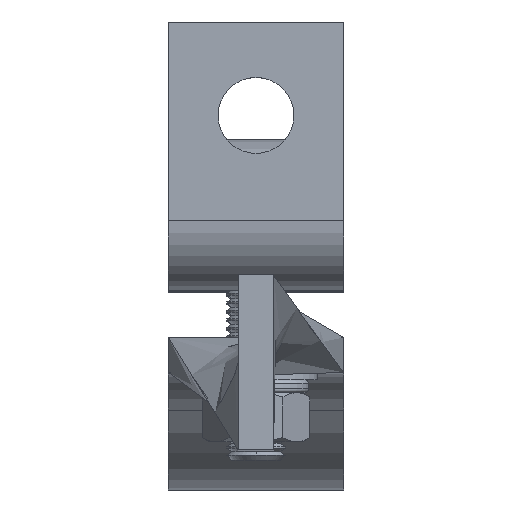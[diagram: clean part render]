
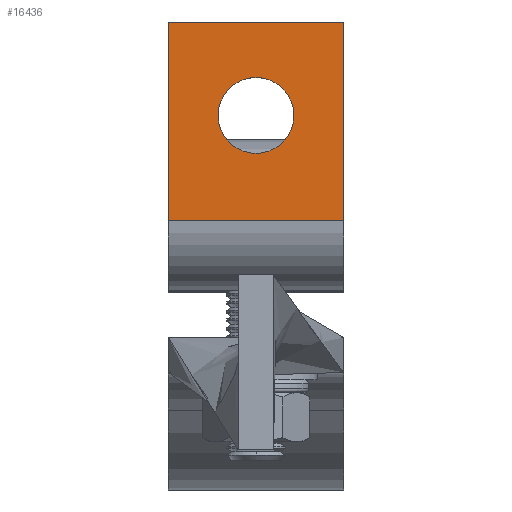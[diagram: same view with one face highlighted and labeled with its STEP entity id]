
A CAD part, top view. The second image highlights one B-rep face of the part: STEP entity #16436.
In plain terms, the highlighted face is planar.
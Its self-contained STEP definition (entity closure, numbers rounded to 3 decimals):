
#377 = CARTESIAN_POINT ( 'NONE',  ( 0., 34., -78.5 ) ) ;
#430 = VERTEX_POINT ( 'NONE', #16871 ) ;
#616 = CARTESIAN_POINT ( 'NONE',  ( -15., 16., -78.5 ) ) ;
#775 = LINE ( 'NONE', #10163, #16470 ) ;
#1097 = DIRECTION ( 'NONE',  ( 0., 1., 0. ) ) ;
#1115 = AXIS2_PLACEMENT_3D ( 'NONE', #377, #12575, #9702 ) ;
#3053 = CARTESIAN_POINT ( 'NONE',  ( 15., 50., -78.5 ) ) ;
#3202 = EDGE_LOOP ( 'NONE', ( #15614, #6432, #18193, #15766 ) ) ;
#3929 = CIRCLE ( 'NONE', #1115, 6.5 ) ;
#4252 = FACE_OUTER_BOUND ( 'NONE', #3202, .T. ) ;
#4266 = AXIS2_PLACEMENT_3D ( 'NONE', #17272, #6725, #17330 ) ;
#4655 = VERTEX_POINT ( 'NONE', #3053 ) ;
#5091 = CARTESIAN_POINT ( 'NONE',  ( 15., 50., -78.5 ) ) ;
#5119 = EDGE_CURVE ( 'NONE', #14368, #18433, #9063, .T. ) ;
#5210 = DIRECTION ( 'NONE',  ( -1., 0., 0. ) ) ;
#5318 = VERTEX_POINT ( 'NONE', #13777 ) ;
#5457 = CARTESIAN_POINT ( 'NONE',  ( 15., 50., -78.5 ) ) ;
#6357 = DIRECTION ( 'NONE',  ( 1., 0., 0. ) ) ;
#6432 = ORIENTED_EDGE ( 'NONE', *, *, #12732, .F. ) ;
#6459 = EDGE_CURVE ( 'NONE', #8242, #5318, #14237, .T. ) ;
#6725 = DIRECTION ( 'NONE',  ( 0., 0., 1. ) ) ;
#7474 = ORIENTED_EDGE ( 'NONE', *, *, #6459, .T. ) ;
#8066 = VECTOR ( 'NONE', #1097, 1000. ) ;
#8242 = VERTEX_POINT ( 'NONE', #9748 ) ;
#8305 = FACE_BOUND ( 'NONE', #11558, .T. ) ;
#9063 = LINE ( 'NONE', #12113, #11892 ) ;
#9347 = EDGE_CURVE ( 'NONE', #5318, #8242, #3929, .T. ) ;
#9702 = DIRECTION ( 'NONE',  ( 1., 0., 0. ) ) ;
#9748 = CARTESIAN_POINT ( 'NONE',  ( 6.5, 34., -78.5 ) ) ;
#10163 = CARTESIAN_POINT ( 'NONE',  ( 15., 16., -78.5 ) ) ;
#11118 = ORIENTED_EDGE ( 'NONE', *, *, #9347, .T. ) ;
#11558 = EDGE_LOOP ( 'NONE', ( #7474, #11118 ) ) ;
#11892 = VECTOR ( 'NONE', #16490, 1000. ) ;
#12113 = CARTESIAN_POINT ( 'NONE',  ( -15., 50., -78.5 ) ) ;
#12575 = DIRECTION ( 'NONE',  ( 0., 0., 1. ) ) ;
#12658 = AXIS2_PLACEMENT_3D ( 'NONE', #17917, #19455, #6357 ) ;
#12732 = EDGE_CURVE ( 'NONE', #4655, #18433, #19110, .T. ) ;
#13022 = CARTESIAN_POINT ( 'NONE',  ( -15., 50., -78.5 ) ) ;
#13324 = EDGE_CURVE ( 'NONE', #430, #14368, #775, .T. ) ;
#13777 = CARTESIAN_POINT ( 'NONE',  ( -6.5, 34., -78.5 ) ) ;
#13823 = DIRECTION ( 'NONE',  ( -1., 0., 0. ) ) ;
#14237 = CIRCLE ( 'NONE', #4266, 6.5 ) ;
#14368 = VERTEX_POINT ( 'NONE', #616 ) ;
#15458 = LINE ( 'NONE', #5457, #8066 ) ;
#15614 = ORIENTED_EDGE ( 'NONE', *, *, #5119, .T. ) ;
#15766 = ORIENTED_EDGE ( 'NONE', *, *, #13324, .T. ) ;
#16436 = ADVANCED_FACE ( 'NONE', ( #8305, #4252 ), #18117, .F. ) ;
#16470 = VECTOR ( 'NONE', #13823, 1000. ) ;
#16490 = DIRECTION ( 'NONE',  ( 0., 1., 0. ) ) ;
#16741 = EDGE_CURVE ( 'NONE', #430, #4655, #15458, .T. ) ;
#16871 = CARTESIAN_POINT ( 'NONE',  ( 15., 16., -78.5 ) ) ;
#17272 = CARTESIAN_POINT ( 'NONE',  ( 0., 34., -78.5 ) ) ;
#17330 = DIRECTION ( 'NONE',  ( 1., 0., 0. ) ) ;
#17917 = CARTESIAN_POINT ( 'NONE',  ( 15., 50., -78.5 ) ) ;
#18117 = PLANE ( 'NONE',  #12658 ) ;
#18162 = VECTOR ( 'NONE', #5210, 1000. ) ;
#18193 = ORIENTED_EDGE ( 'NONE', *, *, #16741, .F. ) ;
#18433 = VERTEX_POINT ( 'NONE', #13022 ) ;
#19110 = LINE ( 'NONE', #5091, #18162 ) ;
#19455 = DIRECTION ( 'NONE',  ( 0., 0., 1. ) ) ;
